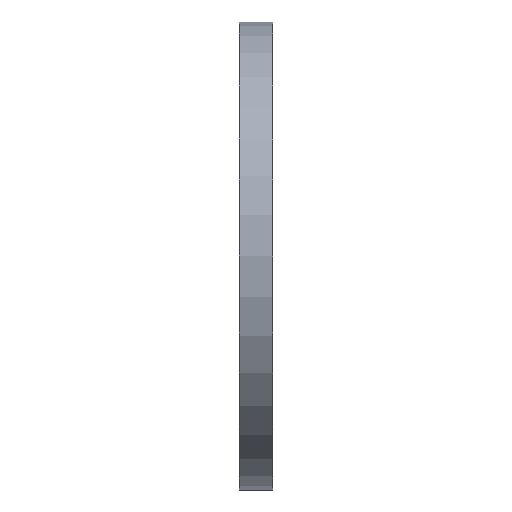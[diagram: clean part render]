
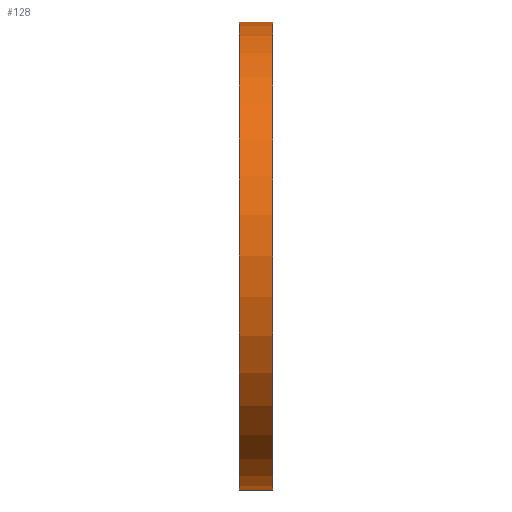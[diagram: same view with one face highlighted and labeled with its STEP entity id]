
A CAD part, left-side view. The second image highlights one B-rep face of the part: STEP entity #128.
In plain terms, the highlighted cylindrical face has radius 35 mm (diameter 70 mm), a partial arc.
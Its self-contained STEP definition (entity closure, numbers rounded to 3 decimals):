
#2 = VECTOR ( 'NONE', #1334, 1000. ) ;
#17 = ORIENTED_EDGE ( 'NONE', *, *, #834, .F. ) ;
#67 = EDGE_CURVE ( 'NONE', #547, #1078, #521, .T. ) ;
#128 = ADVANCED_FACE ( 'NONE', ( #201 ), #438, .T. ) ;
#183 = LINE ( 'NONE', #1448, #2 ) ;
#201 = FACE_OUTER_BOUND ( 'NONE', #578, .T. ) ;
#314 = CARTESIAN_POINT ( 'NONE',  ( -30.223, 35., -35. ) ) ;
#342 = AXIS2_PLACEMENT_3D ( 'NONE', #1389, #1148, #1488 ) ;
#354 = ORIENTED_EDGE ( 'NONE', *, *, #795, .F. ) ;
#370 = AXIS2_PLACEMENT_3D ( 'NONE', #719, #614, #1160 ) ;
#438 = CYLINDRICAL_SURFACE ( 'NONE', #481, 35. ) ;
#481 = AXIS2_PLACEMENT_3D ( 'NONE', #1235, #570, #1451 ) ;
#521 = LINE ( 'NONE', #1137, #868 ) ;
#532 = CARTESIAN_POINT ( 'NONE',  ( -30.223, 30., -35. ) ) ;
#547 = VERTEX_POINT ( 'NONE', #314 ) ;
#570 = DIRECTION ( 'NONE',  ( 0., -1., 0. ) ) ;
#578 = EDGE_LOOP ( 'NONE', ( #354, #17, #1489, #586 ) ) ;
#585 = CARTESIAN_POINT ( 'NONE',  ( -30.222, 30., 35. ) ) ;
#586 = ORIENTED_EDGE ( 'NONE', *, *, #1361, .F. ) ;
#598 = CARTESIAN_POINT ( 'NONE',  ( -30.222, 35., 35. ) ) ;
#614 = DIRECTION ( 'NONE',  ( 0., -1., 0. ) ) ;
#658 = DIRECTION ( 'NONE',  ( 0., -1., 0. ) ) ;
#718 = CIRCLE ( 'NONE', #342, 35. ) ;
#719 = CARTESIAN_POINT ( 'NONE',  ( -30.223, 30., 0. ) ) ;
#795 = EDGE_CURVE ( 'NONE', #1384, #872, #183, .T. ) ;
#834 = EDGE_CURVE ( 'NONE', #547, #1384, #718, .T. ) ;
#842 = CIRCLE ( 'NONE', #370, 35. ) ;
#868 = VECTOR ( 'NONE', #658, 1000. ) ;
#872 = VERTEX_POINT ( 'NONE', #585 ) ;
#1078 = VERTEX_POINT ( 'NONE', #532 ) ;
#1137 = CARTESIAN_POINT ( 'NONE',  ( -30.223, 35., -35. ) ) ;
#1148 = DIRECTION ( 'NONE',  ( 0., 1., 0. ) ) ;
#1160 = DIRECTION ( 'NONE',  ( 0., 0., -1. ) ) ;
#1235 = CARTESIAN_POINT ( 'NONE',  ( -30.223, 35., 0. ) ) ;
#1334 = DIRECTION ( 'NONE',  ( 0., -1., 0. ) ) ;
#1361 = EDGE_CURVE ( 'NONE', #872, #1078, #842, .T. ) ;
#1384 = VERTEX_POINT ( 'NONE', #598 ) ;
#1389 = CARTESIAN_POINT ( 'NONE',  ( -30.223, 35., 0. ) ) ;
#1448 = CARTESIAN_POINT ( 'NONE',  ( -30.222, 35., 35. ) ) ;
#1451 = DIRECTION ( 'NONE',  ( 0., 0., -1. ) ) ;
#1488 = DIRECTION ( 'NONE',  ( 0., 0., 1. ) ) ;
#1489 = ORIENTED_EDGE ( 'NONE', *, *, #67, .T. ) ;
